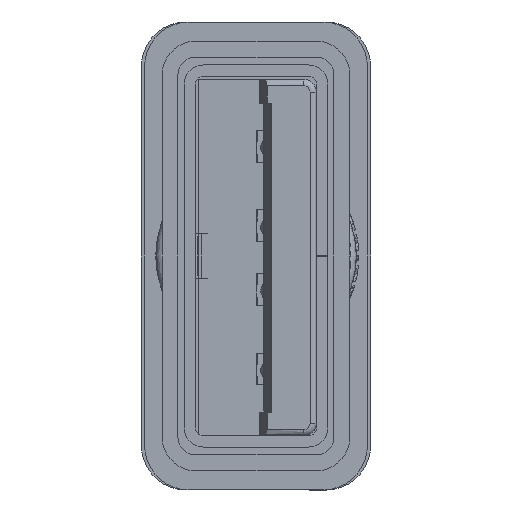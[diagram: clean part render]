
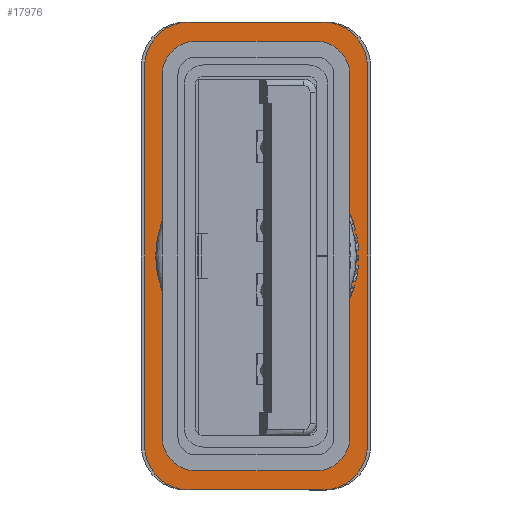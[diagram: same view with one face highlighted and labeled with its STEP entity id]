
A CAD part, left-side view. The second image highlights one B-rep face of the part: STEP entity #17976.
In plain terms, the highlighted face is planar.
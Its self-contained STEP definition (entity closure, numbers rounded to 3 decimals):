
#1106 = EDGE_CURVE ( 'NONE', #49071, #6125, #17360, .T. ) ;
#1571 = VERTEX_POINT ( 'NONE', #3258 ) ;
#2246 = CIRCLE ( 'NONE', #53186, 3.15 ) ;
#3173 = LINE ( 'NONE', #32433, #36975 ) ;
#3258 = CARTESIAN_POINT ( 'NONE',  ( -7.35, 2.1, -9.3 ) ) ;
#3342 = CARTESIAN_POINT ( 'NONE',  ( 7.35, -2.1, -9.3 ) ) ;
#3402 = ORIENTED_EDGE ( 'NONE', *, *, #14532, .T. ) ;
#3659 = DIRECTION ( 'NONE',  ( 0., 0., -1. ) ) ;
#3930 = ORIENTED_EDGE ( 'NONE', *, *, #1106, .T. ) ;
#4608 = CARTESIAN_POINT ( 'NONE',  ( 5.95, 2.1, -9.3 ) ) ;
#4887 = CARTESIAN_POINT ( 'NONE',  ( 5.95, -3.5, -9.3 ) ) ;
#5002 = DIRECTION ( 'NONE',  ( 0., 0., -1. ) ) ;
#5344 = LINE ( 'NONE', #32745, #28121 ) ;
#5474 = VERTEX_POINT ( 'NONE', #11625 ) ;
#5506 = EDGE_CURVE ( 'NONE', #19728, #47448, #3173, .T. ) ;
#6009 = DIRECTION ( 'NONE',  ( -1., 0., 0. ) ) ;
#6125 = VERTEX_POINT ( 'NONE', #27151 ) ;
#6747 = FACE_BOUND ( 'NONE', #46234, .T. ) ;
#6907 = AXIS2_PLACEMENT_3D ( 'NONE', #50730, #51661, #7290 ) ;
#7261 = VERTEX_POINT ( 'NONE', #4887 ) ;
#7290 = DIRECTION ( 'NONE',  ( -1., 0., 0. ) ) ;
#10718 = CARTESIAN_POINT ( 'NONE',  ( 0., 0., -9.3 ) ) ;
#11182 = CARTESIAN_POINT ( 'NONE',  ( 7.35, 2.1, -9.3 ) ) ;
#11625 = CARTESIAN_POINT ( 'NONE',  ( 7.35, 2.1, -9.3 ) ) ;
#12007 = AXIS2_PLACEMENT_3D ( 'NONE', #10718, #39997, #6009 ) ;
#12093 = EDGE_CURVE ( 'NONE', #6125, #1571, #5344, .T. ) ;
#14532 = EDGE_CURVE ( 'NONE', #1571, #19728, #36364, .T. ) ;
#15261 = AXIS2_PLACEMENT_3D ( 'NONE', #4608, #17802, #54669 ) ;
#16132 = DIRECTION ( 'NONE',  ( 0., 0., -1. ) ) ;
#16351 = ORIENTED_EDGE ( 'NONE', *, *, #34396, .T. ) ;
#17167 = AXIS2_PLACEMENT_3D ( 'NONE', #54118, #5002, #50326 ) ;
#17360 = CIRCLE ( 'NONE', #6907, 1.4 ) ;
#17802 = DIRECTION ( 'NONE',  ( 0., 0., -1. ) ) ;
#17976 = ADVANCED_FACE ( 'NONE', ( #6747, #34122 ), #44589, .T. ) ;
#18637 = AXIS2_PLACEMENT_3D ( 'NONE', #56545, #3659, #32055 ) ;
#19487 = EDGE_LOOP ( 'NONE', ( #3930, #29061, #3402, #36075, #16351, #32803, #25168, #51381 ) ) ;
#19724 = DIRECTION ( 'NONE',  ( 0., -1., 0. ) ) ;
#19728 = VERTEX_POINT ( 'NONE', #54782 ) ;
#19751 = DIRECTION ( 'NONE',  ( -1., 0., 0. ) ) ;
#19921 = VERTEX_POINT ( 'NONE', #46042 ) ;
#22481 = CIRCLE ( 'NONE', #12007, 3.15 ) ;
#23263 = EDGE_CURVE ( 'NONE', #5474, #38214, #57445, .T. ) ;
#24858 = DIRECTION ( 'NONE',  ( 1., 0., 0. ) ) ;
#25168 = ORIENTED_EDGE ( 'NONE', *, *, #41009, .T. ) ;
#26084 = DIRECTION ( 'NONE',  ( 0., 1., 0. ) ) ;
#27151 = CARTESIAN_POINT ( 'NONE',  ( -7.35, -2.1, -9.3 ) ) ;
#27154 = VECTOR ( 'NONE', #19751, 1000. ) ;
#28121 = VECTOR ( 'NONE', #26084, 1000. ) ;
#28630 = CIRCLE ( 'NONE', #15261, 1.4 ) ;
#29061 = ORIENTED_EDGE ( 'NONE', *, *, #12093, .T. ) ;
#30337 = AXIS2_PLACEMENT_3D ( 'NONE', #47385, #16132, #50180 ) ;
#31100 = CARTESIAN_POINT ( 'NONE',  ( 5.95, -3.5, -9.3 ) ) ;
#32014 = VECTOR ( 'NONE', #19724, 1000. ) ;
#32055 = DIRECTION ( 'NONE',  ( -1., 0., 0. ) ) ;
#32402 = CIRCLE ( 'NONE', #18637, 1.4 ) ;
#32433 = CARTESIAN_POINT ( 'NONE',  ( -5.95, 3.5, -9.3 ) ) ;
#32745 = CARTESIAN_POINT ( 'NONE',  ( -7.35, -2.1, -9.3 ) ) ;
#32803 = ORIENTED_EDGE ( 'NONE', *, *, #23263, .T. ) ;
#34122 = FACE_OUTER_BOUND ( 'NONE', #19487, .T. ) ;
#34396 = EDGE_CURVE ( 'NONE', #47448, #5474, #28630, .T. ) ;
#34917 = DIRECTION ( 'NONE',  ( 0., 0., -1. ) ) ;
#36075 = ORIENTED_EDGE ( 'NONE', *, *, #5506, .T. ) ;
#36364 = CIRCLE ( 'NONE', #17167, 1.4 ) ;
#36975 = VECTOR ( 'NONE', #24858, 1000. ) ;
#38214 = VERTEX_POINT ( 'NONE', #3342 ) ;
#39297 = EDGE_CURVE ( 'NONE', #52029, #19921, #22481, .T. ) ;
#39997 = DIRECTION ( 'NONE',  ( 0., 0., -1. ) ) ;
#40586 = CARTESIAN_POINT ( 'NONE',  ( 0., 0., -9.3 ) ) ;
#41009 = EDGE_CURVE ( 'NONE', #38214, #7261, #32402, .T. ) ;
#44417 = DIRECTION ( 'NONE',  ( -1., 0., 0. ) ) ;
#44579 = ORIENTED_EDGE ( 'NONE', *, *, #39297, .F. ) ;
#44589 = PLANE ( 'NONE',  #30337 ) ;
#45206 = EDGE_CURVE ( 'NONE', #19921, #52029, #2246, .T. ) ;
#46042 = CARTESIAN_POINT ( 'NONE',  ( 3.15, 0., -9.3 ) ) ;
#46234 = EDGE_LOOP ( 'NONE', ( #48516, #44579 ) ) ;
#47385 = CARTESIAN_POINT ( 'NONE',  ( -5.95, -2.1, -9.3 ) ) ;
#47448 = VERTEX_POINT ( 'NONE', #54521 ) ;
#48516 = ORIENTED_EDGE ( 'NONE', *, *, #45206, .F. ) ;
#48965 = EDGE_CURVE ( 'NONE', #7261, #49071, #56579, .T. ) ;
#49071 = VERTEX_POINT ( 'NONE', #56508 ) ;
#50180 = DIRECTION ( 'NONE',  ( -1., 0., 0. ) ) ;
#50326 = DIRECTION ( 'NONE',  ( -1., 0., 0. ) ) ;
#50730 = CARTESIAN_POINT ( 'NONE',  ( -5.95, -2.1, -9.3 ) ) ;
#51381 = ORIENTED_EDGE ( 'NONE', *, *, #48965, .T. ) ;
#51661 = DIRECTION ( 'NONE',  ( 0., 0., -1. ) ) ;
#52029 = VERTEX_POINT ( 'NONE', #55281 ) ;
#53186 = AXIS2_PLACEMENT_3D ( 'NONE', #40586, #34917, #44417 ) ;
#54118 = CARTESIAN_POINT ( 'NONE',  ( -5.95, 2.1, -9.3 ) ) ;
#54521 = CARTESIAN_POINT ( 'NONE',  ( 5.95, 3.5, -9.3 ) ) ;
#54669 = DIRECTION ( 'NONE',  ( -1., 0., 0. ) ) ;
#54782 = CARTESIAN_POINT ( 'NONE',  ( -5.95, 3.5, -9.3 ) ) ;
#55281 = CARTESIAN_POINT ( 'NONE',  ( -3.15, 0., -9.3 ) ) ;
#56508 = CARTESIAN_POINT ( 'NONE',  ( -5.95, -3.5, -9.3 ) ) ;
#56545 = CARTESIAN_POINT ( 'NONE',  ( 5.95, -2.1, -9.3 ) ) ;
#56579 = LINE ( 'NONE', #31100, #27154 ) ;
#57445 = LINE ( 'NONE', #11182, #32014 ) ;
